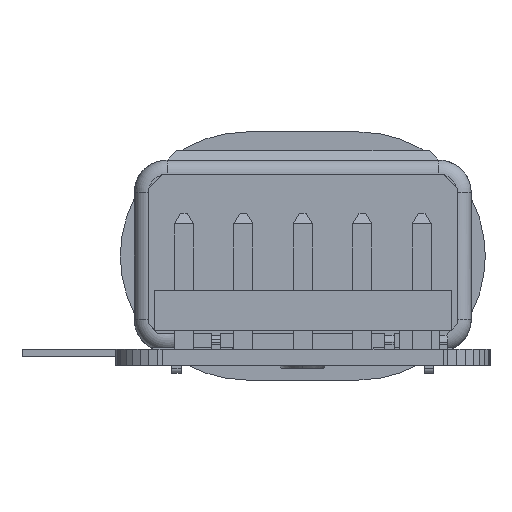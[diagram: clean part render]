
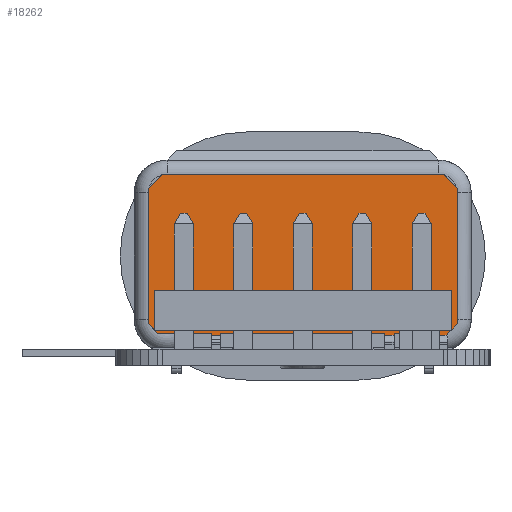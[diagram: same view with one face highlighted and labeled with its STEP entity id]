
A CAD part, left-side view. The second image highlights one B-rep face of the part: STEP entity #18262.
In plain terms, the highlighted planar face has unit normal (-1, 0, 0).
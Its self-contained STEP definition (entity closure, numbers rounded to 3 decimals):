
#8541 = VERTEX_POINT('',#8542);
#8542 = CARTESIAN_POINT('',(-15.95,1.95,-1.69));
#8549 = EDGE_CURVE('',#8550,#8541,#8552,.T.);
#8550 = VERTEX_POINT('',#8551);
#8551 = CARTESIAN_POINT('',(-15.95,1.75,-1.69));
#8552 = LINE('',#8553,#8554);
#8553 = CARTESIAN_POINT('',(-15.95,1.95,-1.69));
#8554 = VECTOR('',#8555,1.);
#8555 = DIRECTION('',(0.,1.,0.));
#8721 = VERTEX_POINT('',#8722);
#8722 = CARTESIAN_POINT('',(-15.95,2.6,-1.692));
#8729 = EDGE_CURVE('',#8730,#8721,#8732,.T.);
#8730 = VERTEX_POINT('',#8731);
#8731 = CARTESIAN_POINT('',(-15.95,2.4,-1.692));
#8732 = LINE('',#8733,#8734);
#8733 = CARTESIAN_POINT('',(-15.95,2.5,-1.692));
#8734 = VECTOR('',#8735,1.);
#8735 = DIRECTION('',(0.,1.,0.));
#8820 = EDGE_CURVE('',#8821,#8823,#8825,.T.);
#8821 = VERTEX_POINT('',#8822);
#8822 = CARTESIAN_POINT('',(-15.95,-2.35,-1.69));
#8823 = VERTEX_POINT('',#8824);
#8824 = CARTESIAN_POINT('',(-15.95,-2.5,-1.69));
#8825 = LINE('',#8826,#8827);
#8826 = CARTESIAN_POINT('',(-15.95,-2.425,-1.69));
#8827 = VECTOR('',#8828,1.);
#8828 = DIRECTION('',(0.,-1.,0.));
#16239 = EDGE_CURVE('',#16240,#16242,#16244,.T.);
#16240 = VERTEX_POINT('',#16241);
#16241 = CARTESIAN_POINT('',(-15.95,-1.75,-1.69));
#16242 = VERTEX_POINT('',#16243);
#16243 = CARTESIAN_POINT('',(-15.95,-1.75,-1.65));
#16244 = LINE('',#16245,#16246);
#16245 = CARTESIAN_POINT('',(-15.95,-1.75,-1.67));
#16246 = VECTOR('',#16247,1.);
#16247 = DIRECTION('',(0.,0.,1.));
#16272 = EDGE_CURVE('',#16273,#16242,#16275,.T.);
#16273 = VERTEX_POINT('',#16274);
#16274 = CARTESIAN_POINT('',(-15.95,1.75,-1.65));
#16275 = LINE('',#16276,#16277);
#16276 = CARTESIAN_POINT('',(-15.95,0.,-1.65));
#16277 = VECTOR('',#16278,1.);
#16278 = DIRECTION('',(0.,-1.,0.));
#16295 = EDGE_CURVE('',#8550,#16273,#16296,.T.);
#16296 = LINE('',#16297,#16298);
#16297 = CARTESIAN_POINT('',(-15.95,1.75,-1.67));
#16298 = VECTOR('',#16299,1.);
#16299 = DIRECTION('',(0.,0.,1.));
#16539 = VERTEX_POINT('',#16540);
#16540 = CARTESIAN_POINT('',(-15.95,-3.1,-1.65));
#16560 = EDGE_CURVE('',#16561,#16539,#16563,.T.);
#16561 = VERTEX_POINT('',#16562);
#16562 = CARTESIAN_POINT('',(-15.95,-3.3,-1.45));
#16563 = LINE('',#16564,#16565);
#16564 = CARTESIAN_POINT('',(-15.95,-3.2,-1.55));
#16565 = VECTOR('',#16566,1.);
#16566 = DIRECTION('',(0.,0.707,-0.707
    ));
#16588 = EDGE_CURVE('',#16589,#16561,#16591,.T.);
#16589 = VERTEX_POINT('',#16590);
#16590 = CARTESIAN_POINT('',(-15.95,-3.3,1.45));
#16591 = LINE('',#16592,#16593);
#16592 = CARTESIAN_POINT('',(-15.95,-3.3,0.));
#16593 = VECTOR('',#16594,1.);
#16594 = DIRECTION('',(0.,0.,-1.));
#16619 = EDGE_CURVE('',#16620,#16589,#16622,.T.);
#16620 = VERTEX_POINT('',#16621);
#16621 = CARTESIAN_POINT('',(-15.95,-3.,1.75));
#16622 = LINE('',#16623,#16624);
#16623 = CARTESIAN_POINT('',(-15.95,-3.15,1.6
    ));
#16624 = VECTOR('',#16625,1.);
#16625 = DIRECTION('',(0.,-0.707,
    -0.707));
#16674 = VERTEX_POINT('',#16675);
#16675 = CARTESIAN_POINT('',(-15.95,3.,1.75));
#16681 = EDGE_CURVE('',#16674,#16620,#16682,.T.);
#16682 = LINE('',#16683,#16684);
#16683 = CARTESIAN_POINT('',(-15.95,0.,1.75));
#16684 = VECTOR('',#16685,1.);
#16685 = DIRECTION('',(0.,-1.,0.));
#16708 = EDGE_CURVE('',#16709,#16674,#16711,.T.);
#16709 = VERTEX_POINT('',#16710);
#16710 = CARTESIAN_POINT('',(-15.95,3.3,1.45));
#16711 = LINE('',#16712,#16713);
#16712 = CARTESIAN_POINT('',(-15.95,3.15,1.6)
  );
#16713 = VECTOR('',#16714,1.);
#16714 = DIRECTION('',(0.,-0.707,0.707));
#16770 = VERTEX_POINT('',#16771);
#16771 = CARTESIAN_POINT('',(-15.95,3.3,-1.45));
#16777 = EDGE_CURVE('',#16770,#16709,#16778,.T.);
#16778 = LINE('',#16779,#16780);
#16779 = CARTESIAN_POINT('',(-15.95,3.3,0.));
#16780 = VECTOR('',#16781,1.);
#16781 = DIRECTION('',(0.,0.,1.));
#16795 = EDGE_CURVE('',#16796,#16770,#16798,.T.);
#16796 = VERTEX_POINT('',#16797);
#16797 = CARTESIAN_POINT('',(-15.95,3.1,-1.65));
#16798 = LINE('',#16799,#16800);
#16799 = CARTESIAN_POINT('',(-15.95,3.2,-1.55));
#16800 = VECTOR('',#16801,1.);
#16801 = DIRECTION('',(0.,0.707,0.707)
  );
#16821 = VERTEX_POINT('',#16822);
#16822 = CARTESIAN_POINT('',(-15.95,2.6,-1.65));
#16828 = EDGE_CURVE('',#16796,#16821,#16829,.T.);
#16829 = LINE('',#16830,#16831);
#16830 = CARTESIAN_POINT('',(-15.95,2.85,-1.65));
#16831 = VECTOR('',#16832,1.);
#16832 = DIRECTION('',(0.,-1.,0.));
#16844 = EDGE_CURVE('',#8721,#16821,#16845,.T.);
#16845 = LINE('',#16846,#16847);
#16846 = CARTESIAN_POINT('',(-15.95,2.6,-1.671));
#16847 = VECTOR('',#16848,1.);
#16848 = DIRECTION('',(0.,0.,1.));
#18074 = EDGE_CURVE('',#8730,#18075,#18077,.T.);
#18075 = VERTEX_POINT('',#18076);
#18076 = CARTESIAN_POINT('',(-15.95,2.4,-1.65));
#18077 = LINE('',#18078,#18079);
#18078 = CARTESIAN_POINT('',(-15.95,2.4,-1.671));
#18079 = VECTOR('',#18080,1.);
#18080 = DIRECTION('',(0.,0.,1.));
#18098 = EDGE_CURVE('',#8541,#18099,#18101,.T.);
#18099 = VERTEX_POINT('',#18100);
#18100 = CARTESIAN_POINT('',(-15.95,1.95,-1.65));
#18101 = LINE('',#18102,#18103);
#18102 = CARTESIAN_POINT('',(-15.95,1.95,-1.67));
#18103 = VECTOR('',#18104,1.);
#18104 = DIRECTION('',(0.,0.,1.));
#18123 = EDGE_CURVE('',#18075,#18099,#18124,.T.);
#18124 = LINE('',#18125,#18126);
#18125 = CARTESIAN_POINT('',(-15.95,2.175,-1.65));
#18126 = VECTOR('',#18127,1.);
#18127 = DIRECTION('',(0.,-1.,0.));
#18243 = EDGE_CURVE('',#18244,#16240,#18246,.T.);
#18244 = VERTEX_POINT('',#18245);
#18245 = CARTESIAN_POINT('',(-15.95,-1.95,-1.69));
#18246 = LINE('',#18247,#18248);
#18247 = CARTESIAN_POINT('',(-15.95,-1.85,-1.69));
#18248 = VECTOR('',#18249,1.);
#18249 = DIRECTION('',(0.,1.,0.));
#18262 = ADVANCED_FACE('',(#18263),#18344,.F.);
#18263 = FACE_BOUND('',#18264,.T.);
#18264 = EDGE_LOOP('',(#18265,#18275,#18283,#18289,#18290,#18291,#18292,
    #18293,#18294,#18295,#18296,#18297,#18298,#18299,#18300,#18301,
    #18302,#18303,#18304,#18305,#18306,#18307,#18315,#18323,#18329,
    #18330,#18338));
#18265 = ORIENTED_EDGE('',*,*,#18266,.F.);
#18266 = EDGE_CURVE('',#18267,#18269,#18271,.T.);
#18267 = VERTEX_POINT('',#18268);
#18268 = CARTESIAN_POINT('',(-15.95,-2.9,-1.69));
#18269 = VERTEX_POINT('',#18270);
#18270 = CARTESIAN_POINT('',(-15.95,-2.9,-1.65));
#18271 = LINE('',#18272,#18273);
#18272 = CARTESIAN_POINT('',(-15.95,-2.9,-1.67));
#18273 = VECTOR('',#18274,1.);
#18274 = DIRECTION('',(0.,0.,1.));
#18275 = ORIENTED_EDGE('',*,*,#18276,.T.);
#18276 = EDGE_CURVE('',#18267,#18277,#18279,.T.);
#18277 = VERTEX_POINT('',#18278);
#18278 = CARTESIAN_POINT('',(-15.95,-3.06,-1.69));
#18279 = LINE('',#18280,#18281);
#18280 = CARTESIAN_POINT('',(-15.95,-2.98,-1.69));
#18281 = VECTOR('',#18282,1.);
#18282 = DIRECTION('',(0.,-1.,0.));
#18283 = ORIENTED_EDGE('',*,*,#18284,.F.);
#18284 = EDGE_CURVE('',#16539,#18277,#18285,.T.);
#18285 = LINE('',#18286,#18287);
#18286 = CARTESIAN_POINT('',(-15.95,-3.08,-1.67));
#18287 = VECTOR('',#18288,1.);
#18288 = DIRECTION('',(0.,0.707,-0.707));
#18289 = ORIENTED_EDGE('',*,*,#16560,.F.);
#18290 = ORIENTED_EDGE('',*,*,#16588,.F.);
#18291 = ORIENTED_EDGE('',*,*,#16619,.F.);
#18292 = ORIENTED_EDGE('',*,*,#16681,.F.);
#18293 = ORIENTED_EDGE('',*,*,#16708,.F.);
#18294 = ORIENTED_EDGE('',*,*,#16777,.F.);
#18295 = ORIENTED_EDGE('',*,*,#16795,.F.);
#18296 = ORIENTED_EDGE('',*,*,#16828,.T.);
#18297 = ORIENTED_EDGE('',*,*,#16844,.F.);
#18298 = ORIENTED_EDGE('',*,*,#8729,.F.);
#18299 = ORIENTED_EDGE('',*,*,#18074,.T.);
#18300 = ORIENTED_EDGE('',*,*,#18123,.T.);
#18301 = ORIENTED_EDGE('',*,*,#18098,.F.);
#18302 = ORIENTED_EDGE('',*,*,#8549,.F.);
#18303 = ORIENTED_EDGE('',*,*,#16295,.T.);
#18304 = ORIENTED_EDGE('',*,*,#16272,.T.);
#18305 = ORIENTED_EDGE('',*,*,#16239,.F.);
#18306 = ORIENTED_EDGE('',*,*,#18243,.F.);
#18307 = ORIENTED_EDGE('',*,*,#18308,.T.);
#18308 = EDGE_CURVE('',#18244,#18309,#18311,.T.);
#18309 = VERTEX_POINT('',#18310);
#18310 = CARTESIAN_POINT('',(-15.95,-1.95,-1.65));
#18311 = LINE('',#18312,#18313);
#18312 = CARTESIAN_POINT('',(-15.95,-1.95,-1.67));
#18313 = VECTOR('',#18314,1.);
#18314 = DIRECTION('',(0.,0.,1.));
#18315 = ORIENTED_EDGE('',*,*,#18316,.T.);
#18316 = EDGE_CURVE('',#18309,#18317,#18319,.T.);
#18317 = VERTEX_POINT('',#18318);
#18318 = CARTESIAN_POINT('',(-15.95,-2.35,-1.65));
#18319 = LINE('',#18320,#18321);
#18320 = CARTESIAN_POINT('',(-15.95,-2.15,-1.65));
#18321 = VECTOR('',#18322,1.);
#18322 = DIRECTION('',(0.,-1.,0.));
#18323 = ORIENTED_EDGE('',*,*,#18324,.F.);
#18324 = EDGE_CURVE('',#8821,#18317,#18325,.T.);
#18325 = LINE('',#18326,#18327);
#18326 = CARTESIAN_POINT('',(-15.95,-2.35,-1.67));
#18327 = VECTOR('',#18328,1.);
#18328 = DIRECTION('',(0.,0.,1.));
#18329 = ORIENTED_EDGE('',*,*,#8820,.T.);
#18330 = ORIENTED_EDGE('',*,*,#18331,.T.);
#18331 = EDGE_CURVE('',#8823,#18332,#18334,.T.);
#18332 = VERTEX_POINT('',#18333);
#18333 = CARTESIAN_POINT('',(-15.95,-2.5,-1.65));
#18334 = LINE('',#18335,#18336);
#18335 = CARTESIAN_POINT('',(-15.95,-2.5,-1.67));
#18336 = VECTOR('',#18337,1.);
#18337 = DIRECTION('',(0.,0.,1.));
#18338 = ORIENTED_EDGE('',*,*,#18339,.T.);
#18339 = EDGE_CURVE('',#18332,#18269,#18340,.T.);
#18340 = LINE('',#18341,#18342);
#18341 = CARTESIAN_POINT('',(-15.95,-2.7,-1.65));
#18342 = VECTOR('',#18343,1.);
#18343 = DIRECTION('',(0.,-1.,0.));
#18344 = PLANE('',#18345);
#18345 = AXIS2_PLACEMENT_3D('',#18346,#18347,#18348);
#18346 = CARTESIAN_POINT('',(-15.95,0.,0.));
#18347 = DIRECTION('',(1.,0.,0.));
#18348 = DIRECTION('',(-0.,1.,0.));
